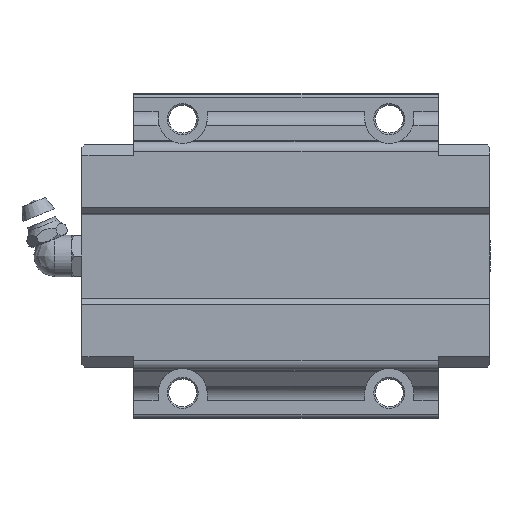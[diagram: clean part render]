
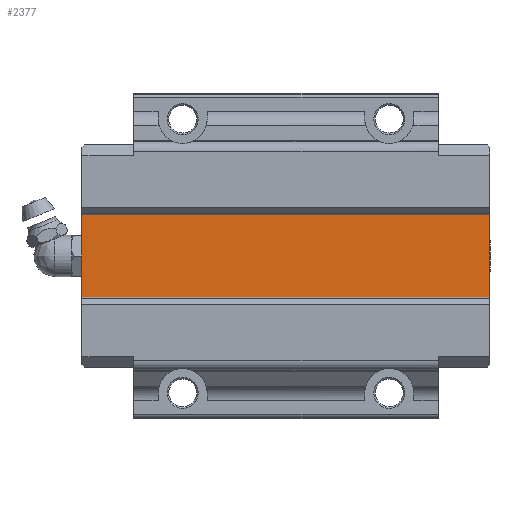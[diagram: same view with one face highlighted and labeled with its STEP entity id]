
A CAD part, front view. The second image highlights one B-rep face of the part: STEP entity #2377.
In plain terms, the highlighted planar face has unit normal (0, -1, 0).
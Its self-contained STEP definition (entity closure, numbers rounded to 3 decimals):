
#173 = CARTESIAN_POINT ( 'NONE',  ( 39.5, 11.9, -8.156 ) ) ;
#226 = ORIENTED_EDGE ( 'NONE', *, *, #6031, .T. ) ;
#353 = VERTEX_POINT ( 'NONE', #684 ) ;
#369 = ORIENTED_EDGE ( 'NONE', *, *, #614, .T. ) ;
#614 = EDGE_CURVE ( 'NONE', #353, #5935, #2319, .T. ) ;
#684 = CARTESIAN_POINT ( 'NONE',  ( 39.5, 11.9, -8.156 ) ) ;
#823 = FACE_OUTER_BOUND ( 'NONE', #5641, .T. ) ;
#921 = LINE ( 'NONE', #4675, #6848 ) ;
#1471 = LINE ( 'NONE', #4204, #6046 ) ;
#2092 = ORIENTED_EDGE ( 'NONE', *, *, #6943, .T. ) ;
#2319 = LINE ( 'NONE', #173, #3921 ) ;
#2342 = VECTOR ( 'NONE', #5238, 1000. ) ;
#2377 = ADVANCED_FACE ( 'NONE', ( #823 ), #2859, .T. ) ;
#2859 = PLANE ( 'NONE',  #2921 ) ;
#2921 = AXIS2_PLACEMENT_3D ( 'NONE', #3981, #6733, #6138 ) ;
#2988 = CARTESIAN_POINT ( 'NONE',  ( 39.5, 11.9, 8.156 ) ) ;
#3169 = DIRECTION ( 'NONE',  ( -1., 0., 0. ) ) ;
#3417 = VERTEX_POINT ( 'NONE', #6663 ) ;
#3854 = ORIENTED_EDGE ( 'NONE', *, *, #6601, .T. ) ;
#3921 = VECTOR ( 'NONE', #6102, 1000. ) ;
#3981 = CARTESIAN_POINT ( 'NONE',  ( 39.5, 11.9, -8.156 ) ) ;
#4204 = CARTESIAN_POINT ( 'NONE',  ( 39.5, 11.9, -8.156 ) ) ;
#4675 = CARTESIAN_POINT ( 'NONE',  ( 39.5, 11.9, 8.156 ) ) ;
#4754 = LINE ( 'NONE', #6380, #2342 ) ;
#4789 = VERTEX_POINT ( 'NONE', #6600 ) ;
#5238 = DIRECTION ( 'NONE',  ( 0., 0., -1. ) ) ;
#5641 = EDGE_LOOP ( 'NONE', ( #369, #3854, #2092, #226 ) ) ;
#5840 = DIRECTION ( 'NONE',  ( 1., 0., 0. ) ) ;
#5935 = VERTEX_POINT ( 'NONE', #2988 ) ;
#6031 = EDGE_CURVE ( 'NONE', #4789, #353, #1471, .T. ) ;
#6046 = VECTOR ( 'NONE', #5840, 1000. ) ;
#6102 = DIRECTION ( 'NONE',  ( 0., 0., 1. ) ) ;
#6138 = DIRECTION ( 'NONE',  ( 0., 0., -1. ) ) ;
#6380 = CARTESIAN_POINT ( 'NONE',  ( -39.5, 11.9, -8.156 ) ) ;
#6600 = CARTESIAN_POINT ( 'NONE',  ( -39.5, 11.9, -8.156 ) ) ;
#6601 = EDGE_CURVE ( 'NONE', #5935, #3417, #921, .T. ) ;
#6663 = CARTESIAN_POINT ( 'NONE',  ( -39.5, 11.9, 8.156 ) ) ;
#6733 = DIRECTION ( 'NONE',  ( 0., -1., 0. ) ) ;
#6848 = VECTOR ( 'NONE', #3169, 1000. ) ;
#6943 = EDGE_CURVE ( 'NONE', #3417, #4789, #4754, .T. ) ;
